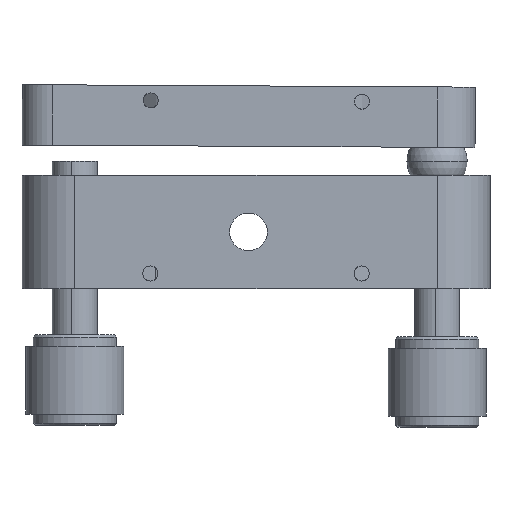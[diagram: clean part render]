
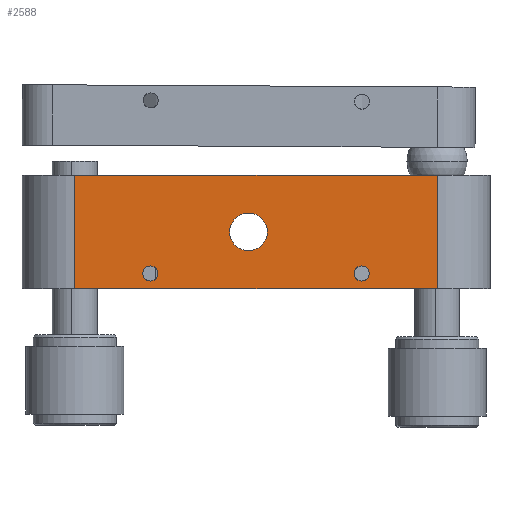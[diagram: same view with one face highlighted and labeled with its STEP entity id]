
A CAD part, front view. The second image highlights one B-rep face of the part: STEP entity #2588.
In plain terms, the highlighted planar face has unit normal (0, -1, 0).
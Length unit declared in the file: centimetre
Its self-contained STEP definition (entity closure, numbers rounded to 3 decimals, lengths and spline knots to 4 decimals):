
#25 = CIRCLE ( 'NONE', #2255, 0.1 ) ;
#36 = CIRCLE ( 'NONE', #2252, 0.1 ) ;
#113 = CIRCLE ( 'NONE', #2257, 0.25 ) ;
#133 = CARTESIAN_POINT ( 'NONE',  ( -1.8487, -1.9803, -0.45 ) ) ;
#165 = CARTESIAN_POINT ( 'NONE',  ( -0.5487, -1.9803, -0.25 ) ) ;
#167 = CARTESIAN_POINT ( 'NONE',  ( -0.5487, -1.9803, 0.25 ) ) ;
#200 = CARTESIAN_POINT ( 'NONE',  ( 1.9513, -1.9803, -0.75 ) ) ;
#240 = CARTESIAN_POINT ( 'NONE',  ( 1.9513, -1.9803, 0.75 ) ) ;
#246 = CARTESIAN_POINT ( 'NONE',  ( 0.9513, -1.9803, -0.45 ) ) ;
#247 = CARTESIAN_POINT ( 'NONE',  ( 0.9513, -1.9803, -0.65 ) ) ;
#1192 = EDGE_LOOP ( 'NONE', ( #3823, #3600, #3613, #3596 ) ) ;
#1195 = EDGE_LOOP ( 'NONE', ( #3617, #3615 ) ) ;
#1197 = EDGE_LOOP ( 'NONE', ( #3608, #3611 ) ) ;
#1242 = EDGE_LOOP ( 'NONE', ( #3593, #3609 ) ) ;
#1596 = FACE_OUTER_BOUND ( 'NONE', #1192, .T. ) ;
#1605 = AXIS2_PLACEMENT_3D ( 'NONE', #5704, #6024, #5914 ) ;
#1607 = FACE_BOUND ( 'NONE', #1195, .T. ) ;
#1852 = FACE_BOUND ( 'NONE', #1197, .T. ) ;
#1858 = FACE_BOUND ( 'NONE', #1242, .T. ) ;
#1951 = AXIS2_PLACEMENT_3D ( 'NONE', #4463, #4462, #4461 ) ;
#1957 = VECTOR ( 'NONE', #4439, 100. ) ;
#1961 = AXIS2_PLACEMENT_3D ( 'NONE', #4429, #4420, #4419 ) ;
#1978 = AXIS2_PLACEMENT_3D ( 'NONE', #4460, #4400, #4455 ) ;
#1979 = VECTOR ( 'NONE', #4517, 100. ) ;
#1981 = VECTOR ( 'NONE', #4301, 100. ) ;
#2002 = VECTOR ( 'NONE', #4304, 100. ) ;
#2252 = AXIS2_PLACEMENT_3D ( 'NONE', #3040, #2941, #2943 ) ;
#2255 = AXIS2_PLACEMENT_3D ( 'NONE', #4662, #4655, #4654 ) ;
#2257 = AXIS2_PLACEMENT_3D ( 'NONE', #4657, #4789, #3039 ) ;
#2588 = ADVANCED_FACE ( 'NONE', ( #1858, #1852, #1607, #1596 ), #5538, .F. ) ;
#2641 = EDGE_CURVE ( 'NONE', #4036, #3972, #4441, .T. ) ;
#2648 = EDGE_CURVE ( 'NONE', #3744, #3747, #6629, .T. ) ;
#2664 = EDGE_CURVE ( 'NONE', #3784, #3782, #6644, .T. ) ;
#2665 = EDGE_CURVE ( 'NONE', #3096, #3972, #4459, .T. ) ;
#2666 = EDGE_CURVE ( 'NONE', #3709, #4036, #4401, .T. ) ;
#2667 = EDGE_CURVE ( 'NONE', #4043, #4042, #6639, .T. ) ;
#2685 = EDGE_CURVE ( 'NONE', #3709, #3096, #4306, .T. ) ;
#2872 = EDGE_CURVE ( 'NONE', #4042, #4043, #25, .T. ) ;
#2874 = EDGE_CURVE ( 'NONE', #3782, #3784, #113, .T. ) ;
#2877 = EDGE_CURVE ( 'NONE', #3747, #3744, #36, .T. ) ;
#2933 = CARTESIAN_POINT ( 'NONE',  ( -2.8487, -1.9803, 0.75 ) ) ;
#2941 = DIRECTION ( 'NONE',  ( 0., -1., 0. ) ) ;
#2943 = DIRECTION ( 'NONE',  ( 0., 0., -1. ) ) ;
#2990 = CARTESIAN_POINT ( 'NONE',  ( -2.8487, -1.9803, -0.75 ) ) ;
#3039 = DIRECTION ( 'NONE',  ( 0., 0., 1. ) ) ;
#3040 = CARTESIAN_POINT ( 'NONE',  ( -1.8487, -1.9803, -0.55 ) ) ;
#3096 = VERTEX_POINT ( 'NONE', #2990 ) ;
#3593 = ORIENTED_EDGE ( 'NONE', *, *, #2664, .T. ) ;
#3596 = ORIENTED_EDGE ( 'NONE', *, *, #2685, .T. ) ;
#3600 = ORIENTED_EDGE ( 'NONE', *, *, #2641, .F. ) ;
#3608 = ORIENTED_EDGE ( 'NONE', *, *, #2648, .F. ) ;
#3609 = ORIENTED_EDGE ( 'NONE', *, *, #2874, .T. ) ;
#3611 = ORIENTED_EDGE ( 'NONE', *, *, #2877, .F. ) ;
#3613 = ORIENTED_EDGE ( 'NONE', *, *, #2666, .F. ) ;
#3615 = ORIENTED_EDGE ( 'NONE', *, *, #2872, .F. ) ;
#3617 = ORIENTED_EDGE ( 'NONE', *, *, #2667, .F. ) ;
#3709 = VERTEX_POINT ( 'NONE', #2933 ) ;
#3744 = VERTEX_POINT ( 'NONE', #4631 ) ;
#3747 = VERTEX_POINT ( 'NONE', #133 ) ;
#3782 = VERTEX_POINT ( 'NONE', #165 ) ;
#3784 = VERTEX_POINT ( 'NONE', #167 ) ;
#3823 = ORIENTED_EDGE ( 'NONE', *, *, #2665, .T. ) ;
#3972 = VERTEX_POINT ( 'NONE', #200 ) ;
#4036 = VERTEX_POINT ( 'NONE', #240 ) ;
#4042 = VERTEX_POINT ( 'NONE', #246 ) ;
#4043 = VERTEX_POINT ( 'NONE', #247 ) ;
#4301 = DIRECTION ( 'NONE',  ( 1., 0., 0. ) ) ;
#4304 = DIRECTION ( 'NONE',  ( 0., 0., -1. ) ) ;
#4305 = CARTESIAN_POINT ( 'NONE',  ( -2.8487, -1.9803, 0.75 ) ) ;
#4306 = LINE ( 'NONE', #4305, #2002 ) ;
#4400 = DIRECTION ( 'NONE',  ( 0., -1., 0. ) ) ;
#4401 = LINE ( 'NONE', #4492, #1981 ) ;
#4419 = DIRECTION ( 'NONE',  ( 0., 0., -1. ) ) ;
#4420 = DIRECTION ( 'NONE',  ( 0., -1., 0. ) ) ;
#4429 = CARTESIAN_POINT ( 'NONE',  ( -1.8487, -1.9803, -0.55 ) ) ;
#4439 = DIRECTION ( 'NONE',  ( 0., 0., -1. ) ) ;
#4440 = CARTESIAN_POINT ( 'NONE',  ( 1.9513, -1.9803, 0.75 ) ) ;
#4441 = LINE ( 'NONE', #4440, #1957 ) ;
#4455 = DIRECTION ( 'NONE',  ( 0., 0., -1. ) ) ;
#4459 = LINE ( 'NONE', #4469, #1979 ) ;
#4460 = CARTESIAN_POINT ( 'NONE',  ( 0.9513, -1.9803, -0.55 ) ) ;
#4461 = DIRECTION ( 'NONE',  ( 0., 0., 1. ) ) ;
#4462 = DIRECTION ( 'NONE',  ( 0., 1., 0. ) ) ;
#4463 = CARTESIAN_POINT ( 'NONE',  ( -0.5487, -1.9803, 0. ) ) ;
#4469 = CARTESIAN_POINT ( 'NONE',  ( 0.8887, -1.9803, -0.75 ) ) ;
#4492 = CARTESIAN_POINT ( 'NONE',  ( 0.8887, -1.9803, 0.75 ) ) ;
#4517 = DIRECTION ( 'NONE',  ( 1., 0., 0. ) ) ;
#4631 = CARTESIAN_POINT ( 'NONE',  ( -1.8487, -1.9803, -0.65 ) ) ;
#4654 = DIRECTION ( 'NONE',  ( 0., 0., -1. ) ) ;
#4655 = DIRECTION ( 'NONE',  ( 0., -1., 0. ) ) ;
#4657 = CARTESIAN_POINT ( 'NONE',  ( -0.5487, -1.9803, 0. ) ) ;
#4662 = CARTESIAN_POINT ( 'NONE',  ( 0.9513, -1.9803, -0.55 ) ) ;
#4789 = DIRECTION ( 'NONE',  ( 0., 1., 0. ) ) ;
#5538 = PLANE ( 'NONE',  #1605 ) ;
#5704 = CARTESIAN_POINT ( 'NONE',  ( 0.8887, -1.9803, 0.75 ) ) ;
#5914 = DIRECTION ( 'NONE',  ( 0., 0., 1. ) ) ;
#6024 = DIRECTION ( 'NONE',  ( 0., 1., 0. ) ) ;
#6629 = CIRCLE ( 'NONE', #1961, 0.1 ) ;
#6639 = CIRCLE ( 'NONE', #1978, 0.1 ) ;
#6644 = CIRCLE ( 'NONE', #1951, 0.25 ) ;
